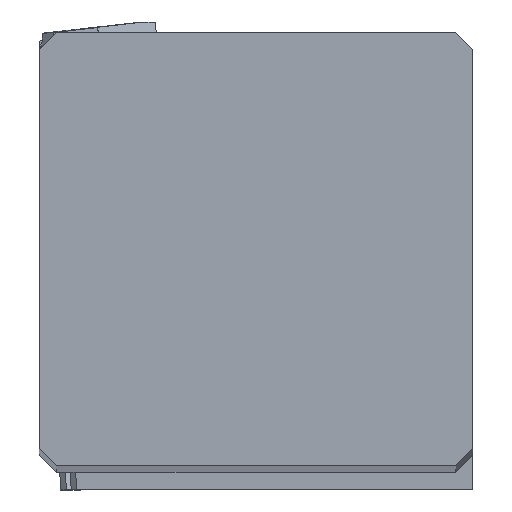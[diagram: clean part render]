
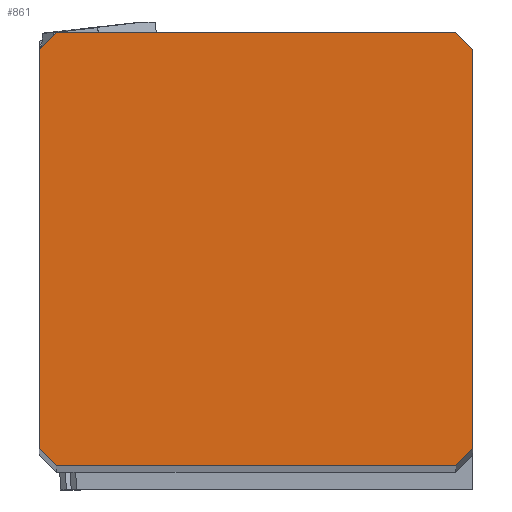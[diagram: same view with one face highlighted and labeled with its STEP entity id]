
A CAD part, top view. The second image highlights one B-rep face of the part: STEP entity #861.
In plain terms, the highlighted planar face has unit normal (0, 0, 1).
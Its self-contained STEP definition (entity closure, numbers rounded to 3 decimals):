
#725=FACE_OUTER_BOUND('',#1198,.T.);
#861=ADVANCED_FACE('',(#725),#976,.T.);
#976=PLANE('',#3648);
#1198=EDGE_LOOP('',(#1631,#1632,#1633,#1634,#1635,#1636,#1637,#1638));
#1631=ORIENTED_EDGE('',*,*,#2527,.F.);
#1632=ORIENTED_EDGE('',*,*,#2500,.F.);
#1633=ORIENTED_EDGE('',*,*,#2526,.F.);
#1634=ORIENTED_EDGE('',*,*,#2524,.F.);
#1635=ORIENTED_EDGE('',*,*,#2528,.F.);
#1636=ORIENTED_EDGE('',*,*,#2529,.F.);
#1637=ORIENTED_EDGE('',*,*,#2530,.F.);
#1638=ORIENTED_EDGE('',*,*,#2531,.F.);
#2187=VERTEX_POINT('',#5325);
#2188=VERTEX_POINT('',#5327);
#2203=VERTEX_POINT('',#5372);
#2204=VERTEX_POINT('',#5374);
#2205=VERTEX_POINT('',#5380);
#2206=VERTEX_POINT('',#5382);
#2207=VERTEX_POINT('',#5384);
#2208=VERTEX_POINT('',#5386);
#2500=EDGE_CURVE('',#2187,#2188,#2982,.T.);
#2524=EDGE_CURVE('',#2203,#2204,#3004,.T.);
#2526=EDGE_CURVE('',#2204,#2187,#3006,.T.);
#2527=EDGE_CURVE('',#2188,#2205,#3007,.T.);
#2528=EDGE_CURVE('',#2206,#2203,#3008,.T.);
#2529=EDGE_CURVE('',#2207,#2206,#3009,.T.);
#2530=EDGE_CURVE('',#2208,#2207,#3010,.T.);
#2531=EDGE_CURVE('',#2205,#2208,#3011,.T.);
#2982=LINE('',#5326,#3248);
#3004=LINE('',#5373,#3270);
#3006=LINE('',#5377,#3272);
#3007=LINE('',#5379,#3273);
#3008=LINE('',#5381,#3274);
#3009=LINE('',#5383,#3275);
#3010=LINE('',#5385,#3276);
#3011=LINE('',#5387,#3277);
#3248=VECTOR('',#4081,1.);
#3270=VECTOR('',#4121,1.);
#3272=VECTOR('',#4125,1.);
#3273=VECTOR('',#4128,1.);
#3274=VECTOR('',#4129,1.);
#3275=VECTOR('',#4130,1.);
#3276=VECTOR('',#4131,1.);
#3277=VECTOR('',#4132,1.);
#3648=AXIS2_PLACEMENT_3D('',#5388,#4133,#4134);
#4081=DIRECTION('',(0.,-1.,0.));
#4121=DIRECTION('',(1.,0.,0.));
#4125=DIRECTION('',(0.707,-0.707,0.));
#4128=DIRECTION('',(-0.707,-0.707,0.));
#4129=DIRECTION('',(0.707,0.707,0.));
#4130=DIRECTION('',(0.,1.,0.));
#4131=DIRECTION('',(-0.707,0.707,0.));
#4132=DIRECTION('',(-1.,0.,0.));
#4133=DIRECTION('',(0.,0.,1.));
#4134=DIRECTION('',(1.,0.,0.));
#5325=CARTESIAN_POINT('',(0.,12.2,0.));
#5326=CARTESIAN_POINT('',(0.,12.2,0.));
#5327=CARTESIAN_POINT('',(0.,0.5,0.));
#5372=CARTESIAN_POINT('',(-12.2,12.7,0.));
#5373=CARTESIAN_POINT('',(-12.2,12.7,0.));
#5374=CARTESIAN_POINT('',(-0.5,12.7,0.));
#5377=CARTESIAN_POINT('',(-0.5,12.7,0.));
#5379=CARTESIAN_POINT('',(0.,0.5,0.));
#5380=CARTESIAN_POINT('',(-0.5,0.,0.));
#5381=CARTESIAN_POINT('',(-12.7,12.2,0.));
#5382=CARTESIAN_POINT('',(-12.7,12.2,0.));
#5383=CARTESIAN_POINT('',(-12.7,0.5,0.));
#5384=CARTESIAN_POINT('',(-12.7,0.5,0.));
#5385=CARTESIAN_POINT('',(-12.2,0.,0.));
#5386=CARTESIAN_POINT('',(-12.2,0.,0.));
#5387=CARTESIAN_POINT('',(-0.5,0.,0.));
#5388=CARTESIAN_POINT('',(-6.35,6.35,0.));
